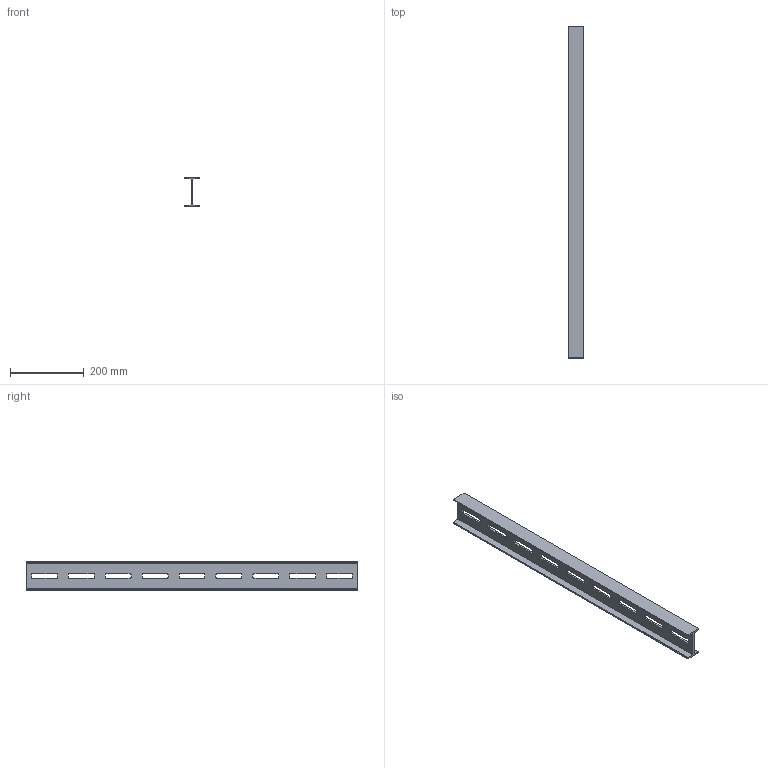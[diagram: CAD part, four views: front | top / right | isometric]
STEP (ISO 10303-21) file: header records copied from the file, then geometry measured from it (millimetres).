
FILE_DESCRIPTION((''),'2;1');
FILE_NAME('700290_PRT','2019-03-26T10:36:05',('tomasz.grudniewski'),(''),'CREO PARAMETRIC BY PTC INC, 2018500','CREO PARAMETRIC BY PTC INC, 2018500','');
FILE_SCHEMA(('CONFIG_CONTROL_DESIGN'));
Length unit declared in the file: millimetre
Products named in the file (1): 700290_PRT
Bounding box: 42 x 900 x 80 mm (x, y, z)
Volume: 596707.1 mm3; surface area: 271149.6 mm2
Topology: 1 solids, 1 shells, 90 faces, 264 edges, 176 vertices
Faces by surface type: plane 54, cylinder 36
Entity records: 3074 total; most frequent: CARTESIAN_POINT 530, ORIENTED_EDGE 528, DIRECTION 516, EDGE_CURVE 264, VECTOR 192, LINE 192, VERTEX_POINT 176, AXIS2_PLACEMENT_3D 162
